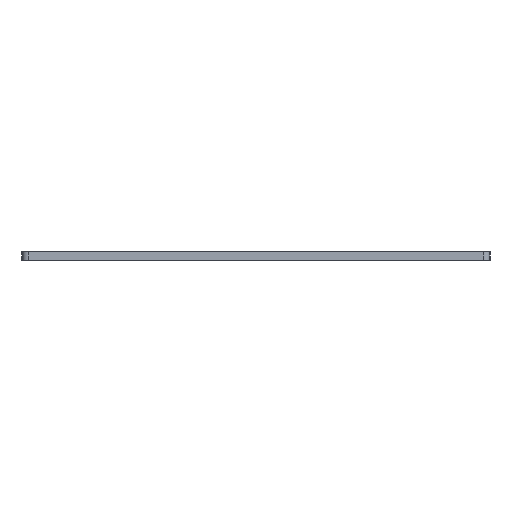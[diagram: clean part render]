
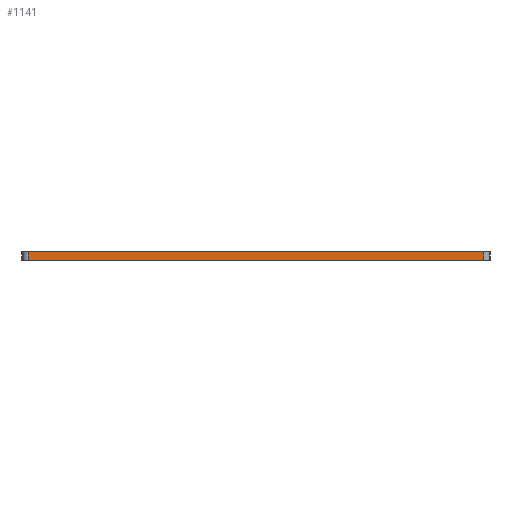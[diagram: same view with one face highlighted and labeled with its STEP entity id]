
A CAD part, left-side view. The second image highlights one B-rep face of the part: STEP entity #1141.
In plain terms, the highlighted planar face has unit normal (-1, 0, 0).
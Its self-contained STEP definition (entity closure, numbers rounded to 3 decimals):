
#157=FACE_OUTER_BOUND('',#211,.T.);
#211=EDGE_LOOP('',(#927,#928,#929,#930));
#359=LINE('',#1833,#475);
#360=LINE('',#1835,#476);
#361=LINE('',#1837,#477);
#362=LINE('',#1838,#478);
#475=VECTOR('',#1515,10.);
#476=VECTOR('',#1516,10.);
#477=VECTOR('',#1517,10.);
#478=VECTOR('',#1518,10.);
#579=VERTEX_POINT('',#1831);
#580=VERTEX_POINT('',#1832);
#581=VERTEX_POINT('',#1834);
#582=VERTEX_POINT('',#1836);
#727=EDGE_CURVE('',#579,#580,#359,.T.);
#728=EDGE_CURVE('',#580,#581,#360,.T.);
#729=EDGE_CURVE('',#582,#581,#361,.T.);
#730=EDGE_CURVE('',#579,#582,#362,.T.);
#927=ORIENTED_EDGE('',*,*,#727,.T.);
#928=ORIENTED_EDGE('',*,*,#728,.T.);
#929=ORIENTED_EDGE('',*,*,#729,.F.);
#930=ORIENTED_EDGE('',*,*,#730,.F.);
#1091=PLANE('',#1241);
#1141=ADVANCED_FACE('',(#157),#1091,.T.);
#1241=AXIS2_PLACEMENT_3D('',#1830,#1513,#1514);
#1513=DIRECTION('center_axis',(-1.,0.,0.));
#1514=DIRECTION('ref_axis',(0.,-1.,0.));
#1515=DIRECTION('',(0.,-1.,0.));
#1516=DIRECTION('',(0.,0.,1.));
#1517=DIRECTION('',(0.,-1.,0.));
#1518=DIRECTION('',(0.,0.,1.));
#1830=CARTESIAN_POINT('Origin',(24.571,154.798,0.));
#1831=CARTESIAN_POINT('',(24.571,154.798,0.));
#1832=CARTESIAN_POINT('',(24.571,13.573,0.));
#1833=CARTESIAN_POINT('',(24.571,154.798,0.));
#1834=CARTESIAN_POINT('',(24.571,13.573,2.5));
#1835=CARTESIAN_POINT('',(24.571,13.573,0.));
#1836=CARTESIAN_POINT('',(24.571,154.798,2.5));
#1837=CARTESIAN_POINT('',(24.571,154.798,2.5));
#1838=CARTESIAN_POINT('',(24.571,154.798,0.));
